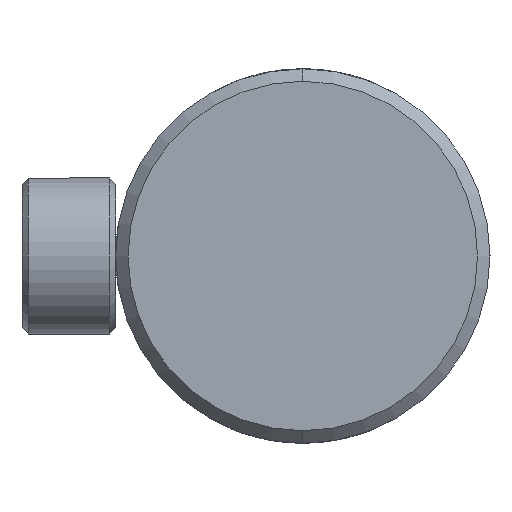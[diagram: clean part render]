
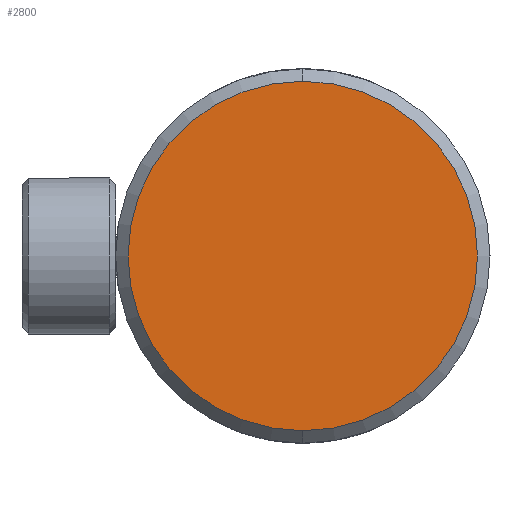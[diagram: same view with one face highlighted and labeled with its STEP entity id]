
A CAD part, left-side view. The second image highlights one B-rep face of the part: STEP entity #2800.
In plain terms, the highlighted planar face has unit normal (-1, 0, 0).
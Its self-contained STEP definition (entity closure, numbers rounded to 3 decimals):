
#283 = CARTESIAN_POINT ( 'NONE',  ( -47., 0., 0. ) ) ;
#314 = CARTESIAN_POINT ( 'NONE',  ( -47., 30., 0. ) ) ;
#324 = DIRECTION ( 'NONE',  ( 0., 0., -1. ) ) ;
#361 = DIRECTION ( 'NONE',  ( -1., 0., 0. ) ) ;
#381 = DIRECTION ( 'NONE',  ( 0., 0., -1. ) ) ;
#551 = ORIENTED_EDGE ( 'NONE', *, *, #912, .T. ) ;
#830 = VERTEX_POINT ( 'NONE', #1009 ) ;
#912 = EDGE_CURVE ( 'NONE', #1301, #830, #1328, .T. ) ;
#998 = EDGE_LOOP ( 'NONE', ( #1609, #551 ) ) ;
#1009 = CARTESIAN_POINT ( 'NONE',  ( -47., 0., -28. ) ) ;
#1292 = EDGE_CURVE ( 'NONE', #830, #1301, #2537, .T. ) ;
#1301 = VERTEX_POINT ( 'NONE', #2059 ) ;
#1328 = CIRCLE ( 'NONE', #2321, 28. ) ;
#1406 = AXIS2_PLACEMENT_3D ( 'NONE', #314, #1677, #324 ) ;
#1585 = CARTESIAN_POINT ( 'NONE',  ( -47., 0., 0. ) ) ;
#1609 = ORIENTED_EDGE ( 'NONE', *, *, #1292, .T. ) ;
#1677 = DIRECTION ( 'NONE',  ( 1., 0., 0. ) ) ;
#1726 = AXIS2_PLACEMENT_3D ( 'NONE', #1585, #2616, #2839 ) ;
#1916 = FACE_OUTER_BOUND ( 'NONE', #998, .T. ) ;
#2059 = CARTESIAN_POINT ( 'NONE',  ( -47., 0., 28. ) ) ;
#2321 = AXIS2_PLACEMENT_3D ( 'NONE', #283, #361, #381 ) ;
#2537 = CIRCLE ( 'NONE', #1726, 28. ) ;
#2616 = DIRECTION ( 'NONE',  ( -1., 0., 0. ) ) ;
#2800 = ADVANCED_FACE ( 'NONE', ( #1916 ), #2844, .F. ) ;
#2839 = DIRECTION ( 'NONE',  ( 0., 0., -1. ) ) ;
#2844 = PLANE ( 'NONE',  #1406 ) ;
